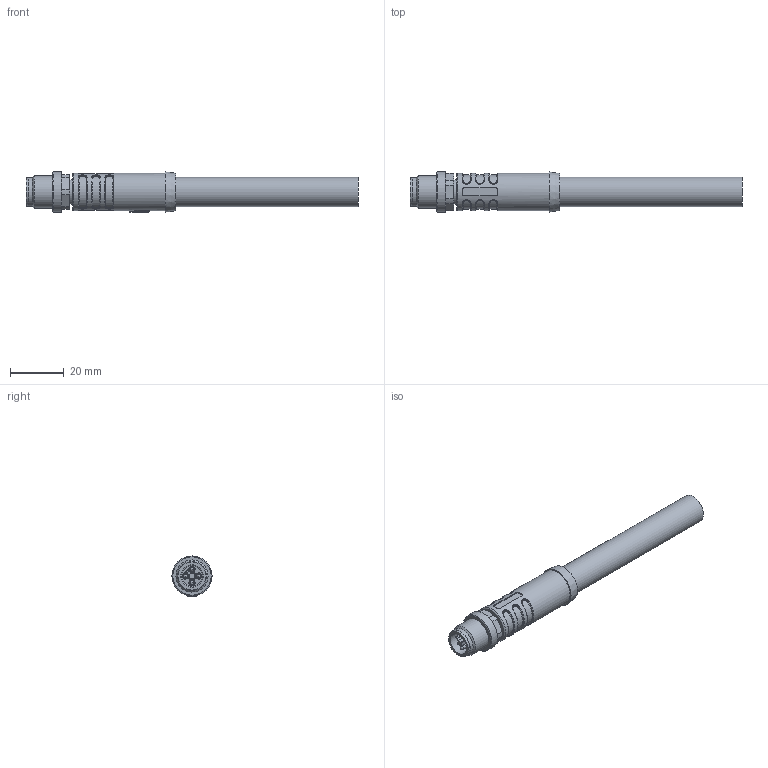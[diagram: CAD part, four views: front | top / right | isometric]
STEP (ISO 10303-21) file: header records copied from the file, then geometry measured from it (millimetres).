
FILE_DESCRIPTION(/* description */ (''),/* implementation_level */ '2;1');
FILE_NAME(/* name */ '5024497-06-04-2016.stp',/* time_stamp */ '2016-04-06T11:42:57+02:00',/* author */ (''),/* organization */ (''),/* preprocessor_version */ 'ST-DEVELOPER v16',/* originating_system */ 'SIEMENS PLM Software NX 10.0',/* authorisation */ '');
FILE_SCHEMA (('AUTOMOTIVE_DESIGN { 1 0 10303 214 3 1 1 1 }'));
Length unit declared in the file: millimetre
Products named in the file (1): t.he0A60BF9671z6
Bounding box: 124.02 x 15 x 15 mm (x, y, z)
Volume: 14086.5 mm3; surface area: 5772.9 mm2
Topology: 1 solids, 1 shells, 198 faces, 452 edges, 276 vertices
Faces by surface type: cylinder 60, plane 54, torus 35, bspline 28, cone 14, sphere 5, extrusion 2
Full cylindrical faces by diameter (mm): 1.5 x4, 2.12 x3, 2.17 x1, 8.35 x1, 9.3 x1, 10.5 x1, 10.8 x1, 11 x1, 12 x1, 14 x1, 15 x1
Entity records: 7485 total; most frequent: CARTESIAN_POINT 3359, DIRECTION 872, ORIENTED_EDGE 794, EDGE_CURVE 397, AXIS2_PLACEMENT_3D 378, VERTEX_POINT 253, EDGE_LOOP 250, CIRCLE 201
